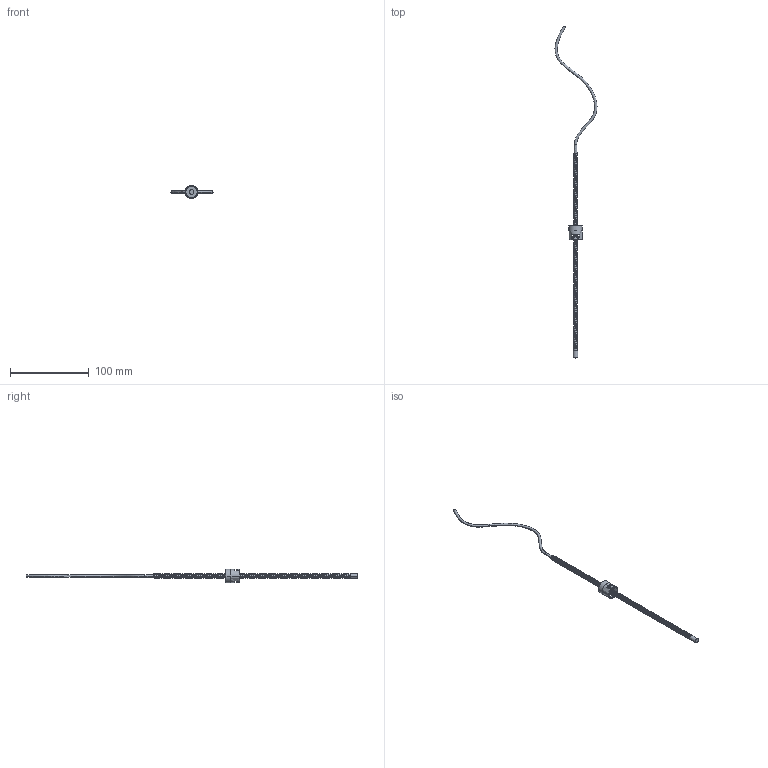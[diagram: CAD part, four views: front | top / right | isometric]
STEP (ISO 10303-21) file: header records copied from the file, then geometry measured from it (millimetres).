
FILE_DESCRIPTION((''),'2;1');
FILE_NAME('TM3D_0034_ZSB_________SW0001','2012-01-17T',('roederm'),(''),'PRO/ENGINEER BY PARAMETRIC TECHNOLOGY CORPORATION, 2009380','PRO/ENGINEER BY PARAMETRIC TECHNOLOGY CORPORATION, 2009380','');
FILE_SCHEMA(('AUTOMOTIVE_DESIGN_CC2 { 1 2 10303 214 -1 1 5 2 }'));
Products named in the file (1): TM3D_0034_ZSB_________SW0001
Bounding box: 53.25 x 420.8 x 17 mm (x, y, z)
Volume: 6067.3 mm3; surface area: 9940.5 mm2
Topology: 2 solids, 2 shells, 104 faces, 241 edges, 143 vertices
Faces by surface type: bspline 104
Entity records: 136234 total; most frequent: CARTESIAN_POINT 133991, ORIENTED_EDGE 482, EDGE_CURVE 241, DIRECTION 161, VERTEX_POINT 143, B_SPLINE_CURVE_WITH_KNOTS 130, EDGE_LOOP 108, B_SPLINE_SURFACE_WITH_KNOTS 104
